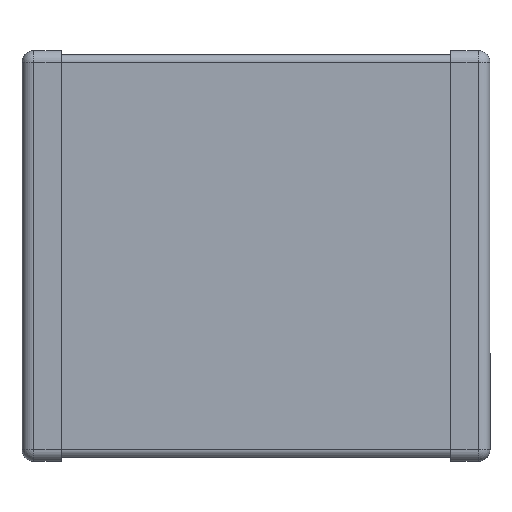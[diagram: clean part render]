
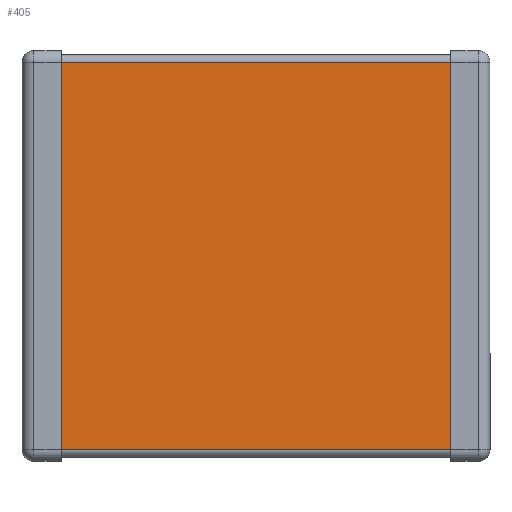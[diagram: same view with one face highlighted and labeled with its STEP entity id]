
A CAD part, front view. The second image highlights one B-rep face of the part: STEP entity #405.
In plain terms, the highlighted planar face has unit normal (0, -1, 0).
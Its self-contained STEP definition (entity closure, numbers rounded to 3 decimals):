
#9 = VERTEX_POINT ( 'NONE', #1126 ) ;
#34 = ORIENTED_EDGE ( 'NONE', *, *, #764, .F. ) ;
#47 = ORIENTED_EDGE ( 'NONE', *, *, #487, .T. ) ;
#75 = CARTESIAN_POINT ( 'NONE',  ( 500000., 0.048, -2.358 ) ) ;
#132 = CARTESIAN_POINT ( 'NONE',  ( 2.37, 0.048, 2.357 ) ) ;
#143 = EDGE_CURVE ( 'NONE', #305, #715, #264, .T. ) ;
#232 = CARTESIAN_POINT ( 'NONE',  ( 2.37, 0.048, 2.357 ) ) ;
#264 = LINE ( 'NONE', #849, #575 ) ;
#274 = FACE_OUTER_BOUND ( 'NONE', #685, .T. ) ;
#305 = VERTEX_POINT ( 'NONE', #132 ) ;
#338 = LINE ( 'NONE', #75, #954 ) ;
#346 = EDGE_CURVE ( 'NONE', #9, #709, #338, .T. ) ;
#401 = CARTESIAN_POINT ( 'NONE',  ( -2.37, 0.048, 2.357 ) ) ;
#405 = ADVANCED_FACE ( 'NONE', ( #274 ), #1258, .F. ) ;
#409 = CARTESIAN_POINT ( 'NONE',  ( -2.37, 0.048, 2.357 ) ) ;
#487 = EDGE_CURVE ( 'NONE', #715, #709, #512, .T. ) ;
#512 = LINE ( 'NONE', #401, #1178 ) ;
#575 = VECTOR ( 'NONE', #962, 1000. ) ;
#600 = ORIENTED_EDGE ( 'NONE', *, *, #143, .T. ) ;
#618 = AXIS2_PLACEMENT_3D ( 'NONE', #1153, #970, #1075 ) ;
#674 = CARTESIAN_POINT ( 'NONE',  ( -2.37, 0.048, -2.357 ) ) ;
#685 = EDGE_LOOP ( 'NONE', ( #34, #600, #47, #789 ) ) ;
#709 = VERTEX_POINT ( 'NONE', #674 ) ;
#715 = VERTEX_POINT ( 'NONE', #409 ) ;
#764 = EDGE_CURVE ( 'NONE', #305, #9, #818, .T. ) ;
#789 = ORIENTED_EDGE ( 'NONE', *, *, #346, .F. ) ;
#818 = LINE ( 'NONE', #232, #853 ) ;
#829 = DIRECTION ( 'NONE',  ( 0., 0., -1. ) ) ;
#849 = CARTESIAN_POINT ( 'NONE',  ( 500000., 0.048, 2.357 ) ) ;
#853 = VECTOR ( 'NONE', #1201, 1000. ) ;
#954 = VECTOR ( 'NONE', #1129, 1000. ) ;
#962 = DIRECTION ( 'NONE',  ( -1., 0., 0. ) ) ;
#970 = DIRECTION ( 'NONE',  ( 0., 1., 0. ) ) ;
#1075 = DIRECTION ( 'NONE',  ( 0., 0., 1. ) ) ;
#1126 = CARTESIAN_POINT ( 'NONE',  ( 2.37, 0.048, -2.357 ) ) ;
#1129 = DIRECTION ( 'NONE',  ( -1., 0., 0. ) ) ;
#1153 = CARTESIAN_POINT ( 'NONE',  ( 500000., 0.048, 2.357 ) ) ;
#1178 = VECTOR ( 'NONE', #829, 1000. ) ;
#1201 = DIRECTION ( 'NONE',  ( 0., 0., -1. ) ) ;
#1258 = PLANE ( 'NONE',  #618 ) ;
